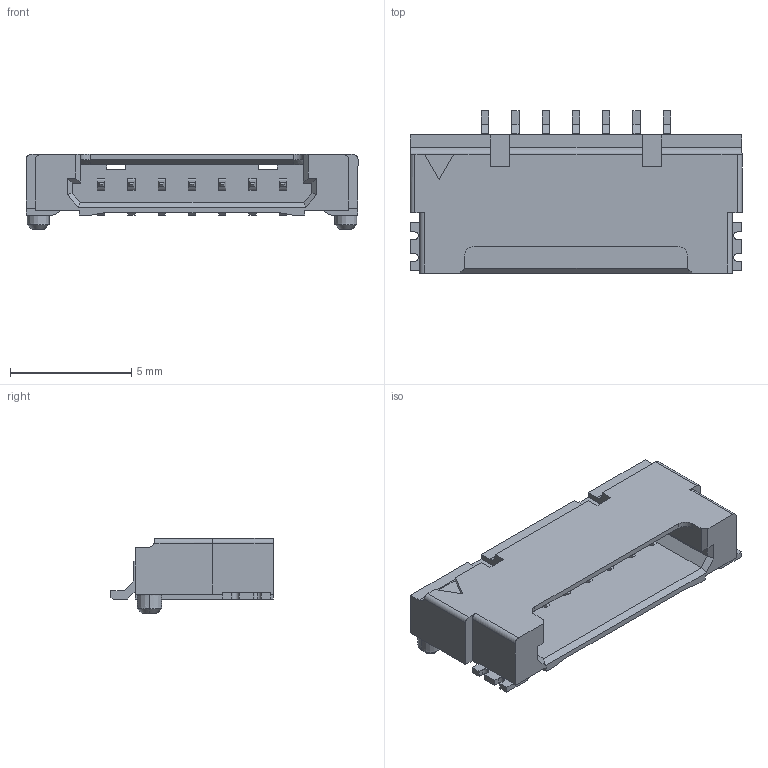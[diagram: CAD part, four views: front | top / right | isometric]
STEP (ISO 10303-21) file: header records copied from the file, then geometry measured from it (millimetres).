
FILE_DESCRIPTION(('CoCreate Modeling STEP Export'),'2;1');
FILE_NAME('DF14-7P-1.25H.stp','2010-02-26T17:05:06',(''),(''),'CoCreate Modeling STEP processor for AP214 (Solid Model)','CoCreate Modeling 16.00B 02-Dec-2008 (C) Parametric Technology GmbH','');
FILE_SCHEMA(('AUTOMOTIVE_DESIGN { 1 0 10303 214 1 1 1 1 }'));
Length unit declared in the file: millimetre
Products named in the file (1): DF14-7P-1.25H
Bounding box: 13.7 x 6.7 x 3.1 mm (x, y, z)
Volume: 106 mm3; surface area: 380.2 mm2
Topology: 1 solids, 1 shells, 310 faces, 870 edges, 576 vertices
Faces by surface type: plane 261, cylinder 39, bspline 4, extrusion 4, cone 2
Entity records: 11468 total; most frequent: CARTESIAN_POINT 3599, ORIENTED_EDGE 1740, DIRECTION 1460, EDGE_CURVE 870, VECTOR 750, LINE 748, VERTEX_POINT 576, AXIS2_PLACEMENT_3D 355
